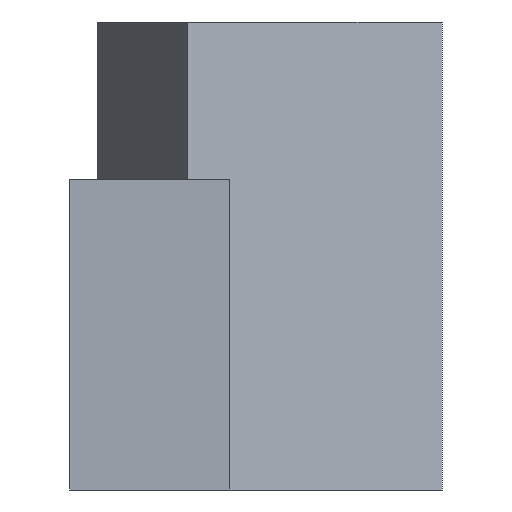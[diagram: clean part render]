
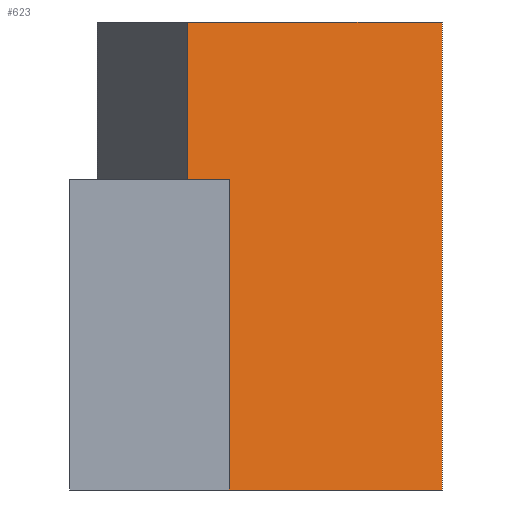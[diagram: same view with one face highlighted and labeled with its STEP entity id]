
A CAD part, front view. The second image highlights one B-rep face of the part: STEP entity #623.
In plain terms, the highlighted planar face has unit normal (0.5, -0.866, 0).
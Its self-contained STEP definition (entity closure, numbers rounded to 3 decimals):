
#43 = PLANE('',#44);
#44 = AXIS2_PLACEMENT_3D('',#45,#46,#47);
#45 = CARTESIAN_POINT('',(24.989,20.616,
    -12.01));
#46 = DIRECTION('',(0.866,0.5,0.));
#47 = DIRECTION('',(0.,0.,1.));
#54 = PLANE('',#55);
#55 = AXIS2_PLACEMENT_3D('',#56,#57,#58);
#56 = CARTESIAN_POINT('',(-34.942,-48.694,0.));
#57 = DIRECTION('',(0.,0.,1.));
#58 = DIRECTION('',(1.,0.,-0.));
#94 = VERTEX_POINT('',#95);
#95 = CARTESIAN_POINT('',(24.989,20.616,
    39.486));
#109 = PLANE('',#110);
#110 = AXIS2_PLACEMENT_3D('',#111,#112,#113);
#111 = CARTESIAN_POINT('',(24.989,20.616,
    39.486));
#112 = DIRECTION('',(0.,0.,1.));
#113 = DIRECTION('',(0.866,0.5,0.));
#121 = EDGE_CURVE('',#122,#94,#124,.T.);
#122 = VERTEX_POINT('',#123);
#123 = CARTESIAN_POINT('',(24.989,20.616,
    26.194));
#124 = SURFACE_CURVE('',#125,(#129,#136),.PCURVE_S1.);
#125 = LINE('',#126,#127);
#126 = CARTESIAN_POINT('',(24.989,20.616,
    -12.01));
#127 = VECTOR('',#128,1.);
#128 = DIRECTION('',(0.,0.,1.));
#129 = PCURVE('',#43,#130);
#130 = DEFINITIONAL_REPRESENTATION('',(#131),#135);
#131 = LINE('',#132,#133);
#132 = CARTESIAN_POINT('',(0.,0.));
#133 = VECTOR('',#134,1.);
#134 = DIRECTION('',(1.,0.));
#135 = ( GEOMETRIC_REPRESENTATION_CONTEXT(2) 
PARAMETRIC_REPRESENTATION_CONTEXT() REPRESENTATION_CONTEXT('2D SPACE',''
  ) );
#136 = PCURVE('',#137,#142);
#137 = PLANE('',#138);
#138 = AXIS2_PLACEMENT_3D('',#139,#140,#141);
#139 = CARTESIAN_POINT('',(24.989,20.616,
    -12.01));
#140 = DIRECTION('',(-0.5,0.866,0.));
#141 = DIRECTION('',(0.,0.,1.));
#142 = DEFINITIONAL_REPRESENTATION('',(#143),#147);
#143 = LINE('',#144,#145);
#144 = CARTESIAN_POINT('',(0.,0.));
#145 = VECTOR('',#146,1.);
#146 = DIRECTION('',(1.,0.));
#147 = ( GEOMETRIC_REPRESENTATION_CONTEXT(2) 
PARAMETRIC_REPRESENTATION_CONTEXT() REPRESENTATION_CONTEXT('2D SPACE',''
  ) );
#164 = PLANE('',#165);
#165 = AXIS2_PLACEMENT_3D('',#166,#167,#168);
#166 = CARTESIAN_POINT('',(28.534,1.306,
    26.194));
#167 = DIRECTION('',(0.,0.,1.));
#168 = DIRECTION('',(0.,1.,0.));
#298 = VERTEX_POINT('',#299);
#299 = CARTESIAN_POINT('',(28.534,22.662,0.));
#312 = PLANE('',#313);
#313 = AXIS2_PLACEMENT_3D('',#314,#315,#316);
#314 = CARTESIAN_POINT('',(28.534,1.306,
    -6.549));
#315 = DIRECTION('',(-1.,0.,0.));
#316 = DIRECTION('',(0.,0.,1.));
#323 = EDGE_CURVE('',#298,#324,#326,.T.);
#324 = VERTEX_POINT('',#325);
#325 = CARTESIAN_POINT('',(46.492,33.03,0.));
#326 = SURFACE_CURVE('',#327,(#331,#337),.PCURVE_S1.);
#327 = LINE('',#328,#329);
#328 = CARTESIAN_POINT('',(-12.491,-1.024,0.));
#329 = VECTOR('',#330,1.);
#330 = DIRECTION('',(0.866,0.5,-0.));
#331 = PCURVE('',#54,#332);
#332 = DEFINITIONAL_REPRESENTATION('',(#333),#336);
#333 = B_SPLINE_CURVE_WITH_KNOTS('',1,(#334,#335),.UNSPECIFIED.,.F.,.F.,
  (2,2),(43.278,68.108),.PIECEWISE_BEZIER_KNOTS.);
#334 = CARTESIAN_POINT('',(59.932,69.309));
#335 = CARTESIAN_POINT('',(81.435,81.724));
#336 = ( GEOMETRIC_REPRESENTATION_CONTEXT(2) 
PARAMETRIC_REPRESENTATION_CONTEXT() REPRESENTATION_CONTEXT('2D SPACE',''
  ) );
#337 = PCURVE('',#137,#338);
#338 = DEFINITIONAL_REPRESENTATION('',(#339),#342);
#339 = B_SPLINE_CURVE_WITH_KNOTS('',1,(#340,#341),.UNSPECIFIED.,.F.,.F.,
  (2,2),(43.278,68.108),.PIECEWISE_BEZIER_KNOTS.);
#340 = CARTESIAN_POINT('',(12.01,0.));
#341 = CARTESIAN_POINT('',(12.01,24.83));
#342 = ( GEOMETRIC_REPRESENTATION_CONTEXT(2) 
PARAMETRIC_REPRESENTATION_CONTEXT() REPRESENTATION_CONTEXT('2D SPACE',''
  ) );
#357 = PLANE('',#358);
#358 = AXIS2_PLACEMENT_3D('',#359,#360,#361);
#359 = CARTESIAN_POINT('',(46.492,33.03,
    -12.01));
#360 = DIRECTION('',(0.866,0.5,0.));
#361 = DIRECTION('',(0.,0.,1.));
#467 = VERTEX_POINT('',#468);
#468 = CARTESIAN_POINT('',(28.534,22.662,26.194)
  );
#489 = EDGE_CURVE('',#122,#467,#490,.T.);
#490 = SURFACE_CURVE('',#491,(#495,#501),.PCURVE_S1.);
#491 = LINE('',#492,#493);
#492 = CARTESIAN_POINT('',(22.138,18.969,
    26.194));
#493 = VECTOR('',#494,1.);
#494 = DIRECTION('',(0.866,0.5,-0.));
#495 = PCURVE('',#164,#496);
#496 = DEFINITIONAL_REPRESENTATION('',(#497),#500);
#497 = B_SPLINE_CURVE_WITH_KNOTS('',1,(#498,#499),.UNSPECIFIED.,.F.,.F.,
  (2,2),(3.292,7.386),.PIECEWISE_BEZIER_KNOTS.);
#498 = CARTESIAN_POINT('',(19.309,3.545));
#499 = CARTESIAN_POINT('',(21.356,0.));
#500 = ( GEOMETRIC_REPRESENTATION_CONTEXT(2) 
PARAMETRIC_REPRESENTATION_CONTEXT() REPRESENTATION_CONTEXT('2D SPACE',''
  ) );
#501 = PCURVE('',#137,#502);
#502 = DEFINITIONAL_REPRESENTATION('',(#503),#506);
#503 = B_SPLINE_CURVE_WITH_KNOTS('',1,(#504,#505),.UNSPECIFIED.,.F.,.F.,
  (2,2),(3.292,7.386),.PIECEWISE_BEZIER_KNOTS.);
#504 = CARTESIAN_POINT('',(38.204,0.));
#505 = CARTESIAN_POINT('',(38.204,4.094));
#506 = ( GEOMETRIC_REPRESENTATION_CONTEXT(2) 
PARAMETRIC_REPRESENTATION_CONTEXT() REPRESENTATION_CONTEXT('2D SPACE',''
  ) );
#623 = ADVANCED_FACE('',(#624),#137,.F.);
#624 = FACE_BOUND('',#625,.F.);
#625 = EDGE_LOOP('',(#626,#649,#650,#669,#670,#671));
#626 = ORIENTED_EDGE('',*,*,#627,.F.);
#627 = EDGE_CURVE('',#324,#628,#630,.T.);
#628 = VERTEX_POINT('',#629);
#629 = CARTESIAN_POINT('',(46.492,33.03,
    39.486));
#630 = SURFACE_CURVE('',#631,(#635,#642),.PCURVE_S1.);
#631 = LINE('',#632,#633);
#632 = CARTESIAN_POINT('',(46.492,33.03,
    -12.01));
#633 = VECTOR('',#634,1.);
#634 = DIRECTION('',(0.,0.,1.));
#635 = PCURVE('',#137,#636);
#636 = DEFINITIONAL_REPRESENTATION('',(#637),#641);
#637 = LINE('',#638,#639);
#638 = CARTESIAN_POINT('',(0.,24.83));
#639 = VECTOR('',#640,1.);
#640 = DIRECTION('',(1.,0.));
#641 = ( GEOMETRIC_REPRESENTATION_CONTEXT(2) 
PARAMETRIC_REPRESENTATION_CONTEXT() REPRESENTATION_CONTEXT('2D SPACE',''
  ) );
#642 = PCURVE('',#357,#643);
#643 = DEFINITIONAL_REPRESENTATION('',(#644),#648);
#644 = LINE('',#645,#646);
#645 = CARTESIAN_POINT('',(0.,0.));
#646 = VECTOR('',#647,1.);
#647 = DIRECTION('',(1.,0.));
#648 = ( GEOMETRIC_REPRESENTATION_CONTEXT(2) 
PARAMETRIC_REPRESENTATION_CONTEXT() REPRESENTATION_CONTEXT('2D SPACE',''
  ) );
#649 = ORIENTED_EDGE('',*,*,#323,.F.);
#650 = ORIENTED_EDGE('',*,*,#651,.T.);
#651 = EDGE_CURVE('',#298,#467,#652,.T.);
#652 = SURFACE_CURVE('',#653,(#657,#663),.PCURVE_S1.);
#653 = LINE('',#654,#655);
#654 = CARTESIAN_POINT('',(28.534,22.662,-9.279)
  );
#655 = VECTOR('',#656,1.);
#656 = DIRECTION('',(0.,0.,1.));
#657 = PCURVE('',#137,#658);
#658 = DEFINITIONAL_REPRESENTATION('',(#659),#662);
#659 = B_SPLINE_CURVE_WITH_KNOTS('',1,(#660,#661),.UNSPECIFIED.,.F.,.F.,
  (2,2),(2.73,35.474),.PIECEWISE_BEZIER_KNOTS.);
#660 = CARTESIAN_POINT('',(5.461,4.094));
#661 = CARTESIAN_POINT('',(38.204,4.094));
#662 = ( GEOMETRIC_REPRESENTATION_CONTEXT(2) 
PARAMETRIC_REPRESENTATION_CONTEXT() REPRESENTATION_CONTEXT('2D SPACE',''
  ) );
#663 = PCURVE('',#312,#664);
#664 = DEFINITIONAL_REPRESENTATION('',(#665),#668);
#665 = B_SPLINE_CURVE_WITH_KNOTS('',1,(#666,#667),.UNSPECIFIED.,.F.,.F.,
  (2,2),(2.73,35.474),.PIECEWISE_BEZIER_KNOTS.);
#666 = CARTESIAN_POINT('',(0.,21.356));
#667 = CARTESIAN_POINT('',(32.743,21.356));
#668 = ( GEOMETRIC_REPRESENTATION_CONTEXT(2) 
PARAMETRIC_REPRESENTATION_CONTEXT() REPRESENTATION_CONTEXT('2D SPACE',''
  ) );
#669 = ORIENTED_EDGE('',*,*,#489,.F.);
#670 = ORIENTED_EDGE('',*,*,#121,.T.);
#671 = ORIENTED_EDGE('',*,*,#672,.T.);
#672 = EDGE_CURVE('',#94,#628,#673,.T.);
#673 = SURFACE_CURVE('',#674,(#678,#685),.PCURVE_S1.);
#674 = LINE('',#675,#676);
#675 = CARTESIAN_POINT('',(24.989,20.616,
    39.486));
#676 = VECTOR('',#677,1.);
#677 = DIRECTION('',(0.866,0.5,0.));
#678 = PCURVE('',#137,#679);
#679 = DEFINITIONAL_REPRESENTATION('',(#680),#684);
#680 = LINE('',#681,#682);
#681 = CARTESIAN_POINT('',(51.496,0.));
#682 = VECTOR('',#683,1.);
#683 = DIRECTION('',(0.,1.));
#684 = ( GEOMETRIC_REPRESENTATION_CONTEXT(2) 
PARAMETRIC_REPRESENTATION_CONTEXT() REPRESENTATION_CONTEXT('2D SPACE',''
  ) );
#685 = PCURVE('',#109,#686);
#686 = DEFINITIONAL_REPRESENTATION('',(#687),#691);
#687 = LINE('',#688,#689);
#688 = CARTESIAN_POINT('',(0.,0.));
#689 = VECTOR('',#690,1.);
#690 = DIRECTION('',(1.,0.));
#691 = ( GEOMETRIC_REPRESENTATION_CONTEXT(2) 
PARAMETRIC_REPRESENTATION_CONTEXT() REPRESENTATION_CONTEXT('2D SPACE',''
  ) );
